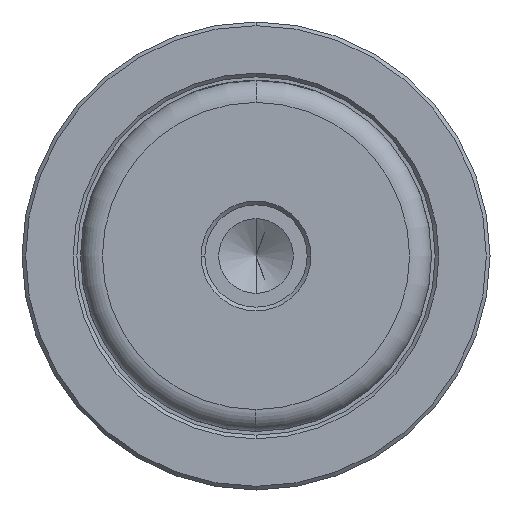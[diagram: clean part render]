
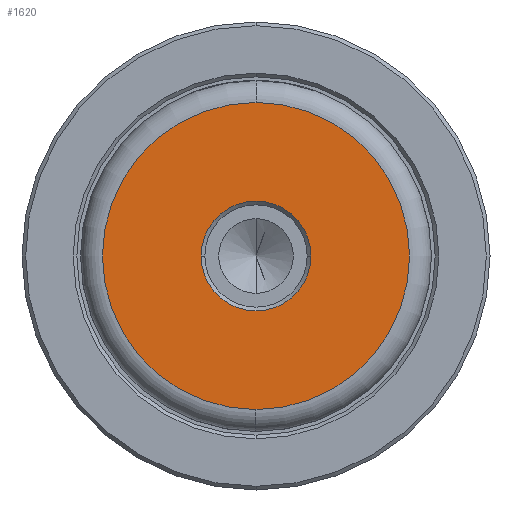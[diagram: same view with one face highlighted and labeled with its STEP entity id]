
A CAD part, left-side view. The second image highlights one B-rep face of the part: STEP entity #1620.
In plain terms, the highlighted planar face has unit normal (-1, 0, 0).
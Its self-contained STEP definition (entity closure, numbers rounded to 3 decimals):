
#57 = CARTESIAN_POINT ( 'NONE',  ( 0., 0., 0. ) ) ;
#121 = AXIS2_PLACEMENT_3D ( 'NONE', #57, #1387, #242 ) ;
#242 = DIRECTION ( 'NONE',  ( 0., 0., 1. ) ) ;
#279 = VERTEX_POINT ( 'NONE', #1638 ) ;
#300 = CIRCLE ( 'NONE', #1166, 20.997 ) ;
#334 = VERTEX_POINT ( 'NONE', #1260 ) ;
#423 = CARTESIAN_POINT ( 'NONE',  ( 0., 7.5, 0. ) ) ;
#504 = EDGE_CURVE ( 'NONE', #279, #1822, #1912, .T. ) ;
#516 = VERTEX_POINT ( 'NONE', #615 ) ;
#520 = DIRECTION ( 'NONE',  ( -1., 0., 0. ) ) ;
#577 = PLANE ( 'NONE',  #2165 ) ;
#615 = CARTESIAN_POINT ( 'NONE',  ( 0., 0., 20.997 ) ) ;
#765 = CARTESIAN_POINT ( 'NONE',  ( 0., 0., 0. ) ) ;
#778 = CIRCLE ( 'NONE', #1217, 20.997 ) ;
#964 = CARTESIAN_POINT ( 'NONE',  ( 0., 0., 0. ) ) ;
#1025 = FACE_BOUND ( 'NONE', #1109, .T. ) ;
#1030 = DIRECTION ( 'NONE',  ( -1., 0., 0. ) ) ;
#1109 = EDGE_LOOP ( 'NONE', ( #2005, #1468 ) ) ;
#1153 = DIRECTION ( 'NONE',  ( 0., 0., 1. ) ) ;
#1166 = AXIS2_PLACEMENT_3D ( 'NONE', #1664, #520, #1858 ) ;
#1187 = EDGE_CURVE ( 'NONE', #1822, #279, #1452, .T. ) ;
#1217 = AXIS2_PLACEMENT_3D ( 'NONE', #2176, #1030, #2360 ) ;
#1260 = CARTESIAN_POINT ( 'NONE',  ( 0., 0., -20.997 ) ) ;
#1287 = AXIS2_PLACEMENT_3D ( 'NONE', #964, #2293, #1153 ) ;
#1387 = DIRECTION ( 'NONE',  ( 1., 0., 0. ) ) ;
#1452 = CIRCLE ( 'NONE', #1287, 7.5 ) ;
#1468 = ORIENTED_EDGE ( 'NONE', *, *, #1187, .T. ) ;
#1620 = ADVANCED_FACE ( 'NONE', ( #1025, #2249 ), #577, .T. ) ;
#1638 = CARTESIAN_POINT ( 'NONE',  ( 0., -7.5, 0. ) ) ;
#1664 = CARTESIAN_POINT ( 'NONE',  ( 0., 0., 0. ) ) ;
#1717 = DIRECTION ( 'NONE',  ( -1., 0., 0. ) ) ;
#1822 = VERTEX_POINT ( 'NONE', #423 ) ;
#1858 = DIRECTION ( 'NONE',  ( 0., 0., 1. ) ) ;
#1903 = ORIENTED_EDGE ( 'NONE', *, *, #2090, .T. ) ;
#1912 = CIRCLE ( 'NONE', #121, 7.5 ) ;
#1964 = ORIENTED_EDGE ( 'NONE', *, *, #2336, .T. ) ;
#2005 = ORIENTED_EDGE ( 'NONE', *, *, #504, .T. ) ;
#2066 = EDGE_LOOP ( 'NONE', ( #1903, #1964 ) ) ;
#2090 = EDGE_CURVE ( 'NONE', #516, #334, #300, .T. ) ;
#2165 = AXIS2_PLACEMENT_3D ( 'NONE', #765, #1717, #2300 ) ;
#2176 = CARTESIAN_POINT ( 'NONE',  ( 0., 0., 0. ) ) ;
#2249 = FACE_OUTER_BOUND ( 'NONE', #2066, .T. ) ;
#2293 = DIRECTION ( 'NONE',  ( 1., 0., 0. ) ) ;
#2300 = DIRECTION ( 'NONE',  ( 0., 0., 1. ) ) ;
#2336 = EDGE_CURVE ( 'NONE', #334, #516, #778, .T. ) ;
#2360 = DIRECTION ( 'NONE',  ( 0., 0., 1. ) ) ;
